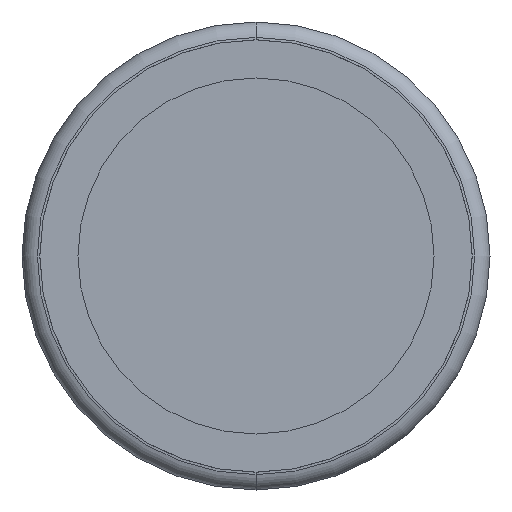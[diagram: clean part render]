
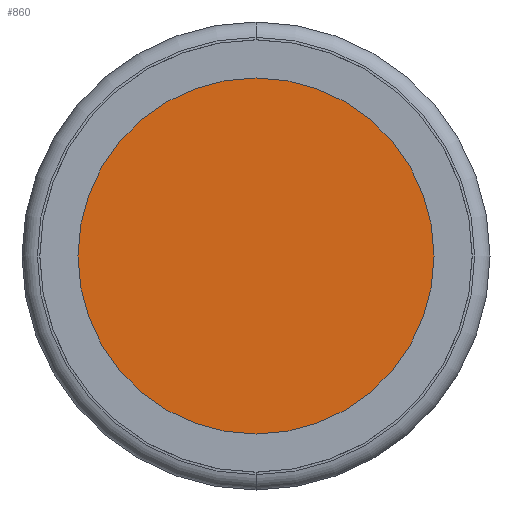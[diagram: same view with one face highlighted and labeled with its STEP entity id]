
A CAD part, front view. The second image highlights one B-rep face of the part: STEP entity #860.
In plain terms, the highlighted planar face has unit normal (0, -1, 0).
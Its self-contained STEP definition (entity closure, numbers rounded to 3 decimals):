
#1 = CARTESIAN_POINT ( 'NONE',  ( 0., 0., 0. ) ) ;
#88 = CARTESIAN_POINT ( 'NONE',  ( 0., 0., 0. ) ) ;
#162 = CARTESIAN_POINT ( 'NONE',  ( 0., 0., -8.5 ) ) ;
#349 = DIRECTION ( 'NONE',  ( 0., 0., -1. ) ) ;
#387 = ORIENTED_EDGE ( 'NONE', *, *, #2677, .T. ) ;
#513 = AXIS2_PLACEMENT_3D ( 'NONE', #1, #2675, #1400 ) ;
#682 = CARTESIAN_POINT ( 'NONE',  ( 0., 0., 8.5 ) ) ;
#860 = ADVANCED_FACE ( 'NONE', ( #993 ), #938, .T. ) ;
#871 = CIRCLE ( 'NONE', #1269, 8.5 ) ;
#938 = PLANE ( 'NONE',  #513 ) ;
#993 = FACE_OUTER_BOUND ( 'NONE', #3121, .T. ) ;
#1001 = ORIENTED_EDGE ( 'NONE', *, *, #1275, .T. ) ;
#1269 = AXIS2_PLACEMENT_3D ( 'NONE', #2988, #1292, #349 ) ;
#1275 = EDGE_CURVE ( 'NONE', #3052, #2201, #871, .T. ) ;
#1292 = DIRECTION ( 'NONE',  ( 0., -1., 0. ) ) ;
#1400 = DIRECTION ( 'NONE',  ( 0., 0., -1. ) ) ;
#1992 = CIRCLE ( 'NONE', #2282, 8.5 ) ;
#2053 = DIRECTION ( 'NONE',  ( 0., -1., 0. ) ) ;
#2201 = VERTEX_POINT ( 'NONE', #682 ) ;
#2282 = AXIS2_PLACEMENT_3D ( 'NONE', #88, #2053, #2547 ) ;
#2547 = DIRECTION ( 'NONE',  ( 0., 0., -1. ) ) ;
#2675 = DIRECTION ( 'NONE',  ( 0., -1., 0. ) ) ;
#2677 = EDGE_CURVE ( 'NONE', #2201, #3052, #1992, .T. ) ;
#2988 = CARTESIAN_POINT ( 'NONE',  ( 0., 0., 0. ) ) ;
#3052 = VERTEX_POINT ( 'NONE', #162 ) ;
#3121 = EDGE_LOOP ( 'NONE', ( #1001, #387 ) ) ;
